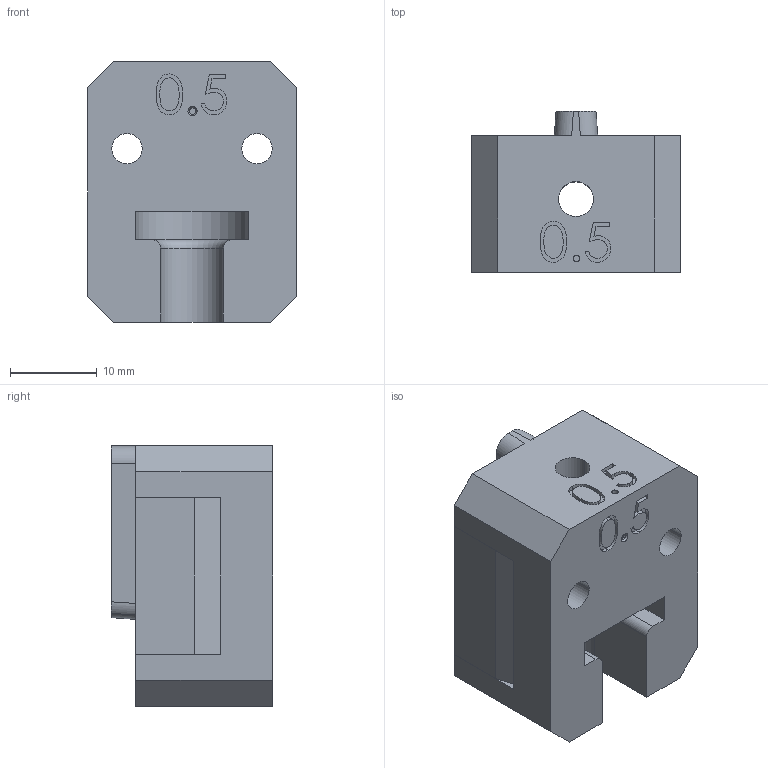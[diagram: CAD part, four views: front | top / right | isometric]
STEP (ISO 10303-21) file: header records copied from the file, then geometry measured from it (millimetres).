
FILE_DESCRIPTION (( 'STEP AP214' ), '1' );
FILE_NAME ('0.5mL Hamilton Pusher v1.3.STEP', '2024-12-03T15:19:52', ( '' ), ( '' ), 'SwSTEP 2.0', 'SolidWorks 2024', '' );
FILE_SCHEMA (( 'AUTOMOTIVE_DESIGN' ));
Length unit declared in the file: millimetre
Products named in the file (1): 0.5mL Hamilton Pusher v1.3
Bounding box: 24 x 18.57 x 30 mm (x, y, z)
Volume: 9384.9 mm3; surface area: 4158.4 mm2
Topology: 1 solids, 1 shells, 113 faces, 303 edges, 200 vertices
Faces by surface type: plane 50, bspline 46, cylinder 16, torus 1
Entity records: 6827 total; most frequent: CARTESIAN_POINT 4297, ORIENTED_EDGE 606, DIRECTION 356, EDGE_CURVE 303, VERTEX_POINT 200, LINE 178, VECTOR 178, EDGE_LOOP 127
